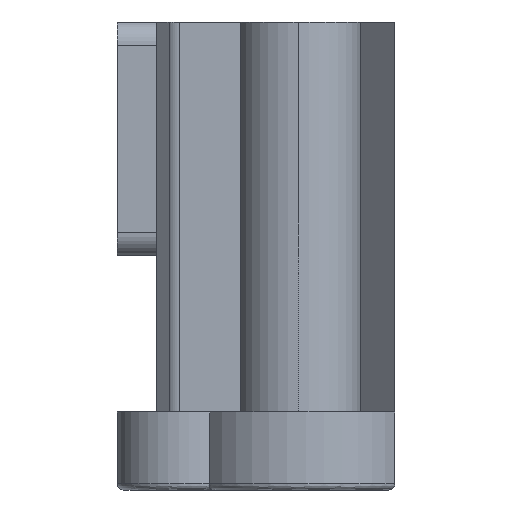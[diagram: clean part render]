
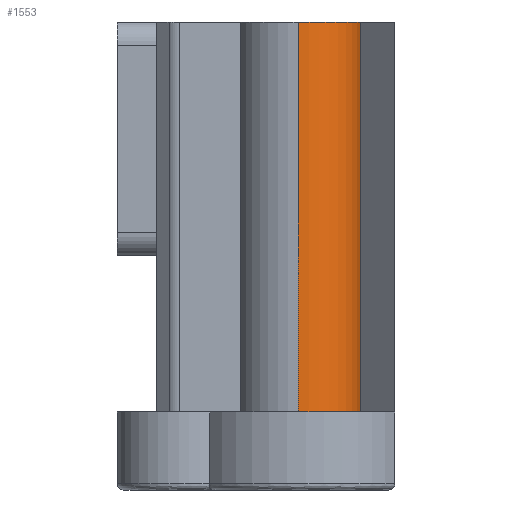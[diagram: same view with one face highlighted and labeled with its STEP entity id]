
A CAD part, left-side view. The second image highlights one B-rep face of the part: STEP entity #1553.
In plain terms, the highlighted cylindrical face has radius 2 mm (diameter 4 mm), a partial arc.
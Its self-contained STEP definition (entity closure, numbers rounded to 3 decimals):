
#69 = ORIENTED_EDGE ( 'NONE', *, *, #3002, .F. ) ;
#141 = CARTESIAN_POINT ( 'NONE',  ( 1.65, -12.05, 15. ) ) ;
#172 = VERTEX_POINT ( 'NONE', #466 ) ;
#318 = EDGE_CURVE ( 'NONE', #1861, #172, #2620, .T. ) ;
#419 = ORIENTED_EDGE ( 'NONE', *, *, #318, .F. ) ;
#466 = CARTESIAN_POINT ( 'NONE',  ( 1.65, -14.05, 15. ) ) ;
#503 = AXIS2_PLACEMENT_3D ( 'NONE', #1845, #629, #1131 ) ;
#610 = VECTOR ( 'NONE', #870, 1000. ) ;
#629 = DIRECTION ( 'NONE',  ( 0., 0., -1. ) ) ;
#715 = DIRECTION ( 'NONE',  ( 0., 0., -1. ) ) ;
#814 = CARTESIAN_POINT ( 'NONE',  ( 1.65, -12.05, 2.5 ) ) ;
#870 = DIRECTION ( 'NONE',  ( 0., 0., 1. ) ) ;
#886 = EDGE_LOOP ( 'NONE', ( #419, #956, #69, #2098 ) ) ;
#956 = ORIENTED_EDGE ( 'NONE', *, *, #993, .T. ) ;
#985 = AXIS2_PLACEMENT_3D ( 'NONE', #814, #1786, #1744 ) ;
#993 = EDGE_CURVE ( 'NONE', #1861, #2777, #1794, .T. ) ;
#1131 = DIRECTION ( 'NONE',  ( -1., 0., 0. ) ) ;
#1139 = CARTESIAN_POINT ( 'NONE',  ( 1.65, -14.05, 2.5 ) ) ;
#1165 = VECTOR ( 'NONE', #715, 1000. ) ;
#1290 = CARTESIAN_POINT ( 'NONE',  ( -0.35, -12.05, 15. ) ) ;
#1418 = CARTESIAN_POINT ( 'NONE',  ( -0.35, -12.05, 2.5 ) ) ;
#1438 = CARTESIAN_POINT ( 'NONE',  ( -0.35, -12.05, 15. ) ) ;
#1468 = VERTEX_POINT ( 'NONE', #1139 ) ;
#1553 = ADVANCED_FACE ( 'NONE', ( #2646 ), #3063, .T. ) ;
#1665 = CIRCLE ( 'NONE', #985, 2. ) ;
#1744 = DIRECTION ( 'NONE',  ( -1., 0., 0. ) ) ;
#1786 = DIRECTION ( 'NONE',  ( 0., 0., -1. ) ) ;
#1794 = LINE ( 'NONE', #1438, #1165 ) ;
#1804 = DIRECTION ( 'NONE',  ( 0., 0., 1. ) ) ;
#1845 = CARTESIAN_POINT ( 'NONE',  ( 1.65, -12.05, 15. ) ) ;
#1861 = VERTEX_POINT ( 'NONE', #1290 ) ;
#1992 = AXIS2_PLACEMENT_3D ( 'NONE', #141, #1804, #3015 ) ;
#2010 = EDGE_CURVE ( 'NONE', #1468, #172, #2533, .T. ) ;
#2098 = ORIENTED_EDGE ( 'NONE', *, *, #2010, .T. ) ;
#2533 = LINE ( 'NONE', #2738, #610 ) ;
#2620 = CIRCLE ( 'NONE', #1992, 2. ) ;
#2646 = FACE_OUTER_BOUND ( 'NONE', #886, .T. ) ;
#2738 = CARTESIAN_POINT ( 'NONE',  ( 1.65, -14.05, 15. ) ) ;
#2777 = VERTEX_POINT ( 'NONE', #1418 ) ;
#3002 = EDGE_CURVE ( 'NONE', #1468, #2777, #1665, .T. ) ;
#3015 = DIRECTION ( 'NONE',  ( -1., 0., 0. ) ) ;
#3063 = CYLINDRICAL_SURFACE ( 'NONE', #503, 2. ) ;
